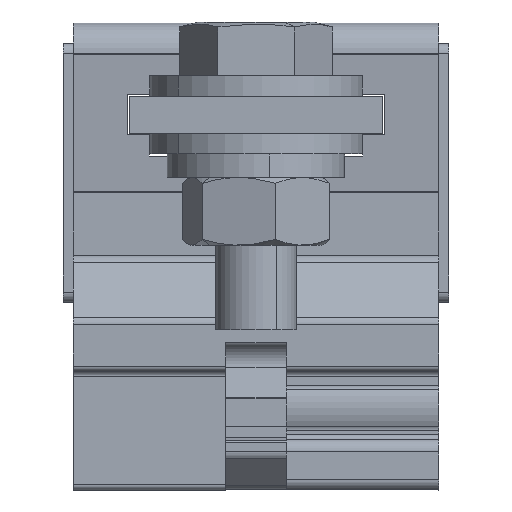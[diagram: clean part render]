
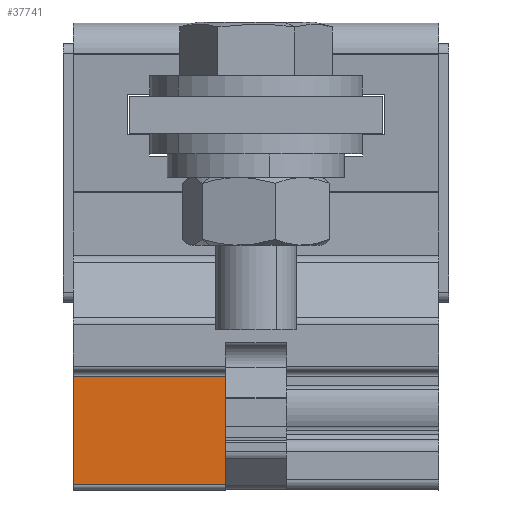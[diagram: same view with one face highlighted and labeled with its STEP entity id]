
A CAD part, left-side view. The second image highlights one B-rep face of the part: STEP entity #37741.
In plain terms, the highlighted planar face has unit normal (-1, 0, 0).
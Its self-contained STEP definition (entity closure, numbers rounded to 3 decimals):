
#6163 = CARTESIAN_POINT ( 'NONE',  ( -39.95, 37.003, 4.9 ) ) ;
#8093 = CARTESIAN_POINT ( 'NONE',  ( -39.95, 22.003, -5.8 ) ) ;
#8451 = CARTESIAN_POINT ( 'NONE',  ( -39.95, 22.003, 4.9 ) ) ;
#11368 = LINE ( 'NONE', #54230, #55544 ) ;
#11868 = ORIENTED_EDGE ( 'NONE', *, *, #19776, .T. ) ;
#12071 = EDGE_CURVE ( 'NONE', #26622, #56966, #53887, .T. ) ;
#12645 = VECTOR ( 'NONE', #27348, 1000. ) ;
#15788 = CARTESIAN_POINT ( 'NONE',  ( -39.95, 37.003, -5.8 ) ) ;
#18292 = DIRECTION ( 'NONE',  ( 0., 1., 0. ) ) ;
#18737 = LINE ( 'NONE', #55333, #32205 ) ;
#19776 = EDGE_CURVE ( 'NONE', #20431, #26622, #18737, .T. ) ;
#20431 = VERTEX_POINT ( 'NONE', #8451 ) ;
#20753 = EDGE_CURVE ( 'NONE', #20431, #34689, #11368, .T. ) ;
#23275 = PLANE ( 'NONE',  #26125 ) ;
#23452 = CARTESIAN_POINT ( 'NONE',  ( -39.95, 22.003, -5.8 ) ) ;
#26125 = AXIS2_PLACEMENT_3D ( 'NONE', #50132, #50451, #54342 ) ;
#26622 = VERTEX_POINT ( 'NONE', #68923 ) ;
#27348 = DIRECTION ( 'NONE',  ( 0., 0., -1. ) ) ;
#28842 = FACE_OUTER_BOUND ( 'NONE', #35624, .T. ) ;
#32205 = VECTOR ( 'NONE', #60583, 1000. ) ;
#33716 = EDGE_CURVE ( 'NONE', #34689, #56966, #34926, .T. ) ;
#34650 = ORIENTED_EDGE ( 'NONE', *, *, #12071, .T. ) ;
#34689 = VERTEX_POINT ( 'NONE', #8093 ) ;
#34926 = LINE ( 'NONE', #23452, #43264 ) ;
#35624 = EDGE_LOOP ( 'NONE', ( #34650, #60851, #64285, #11868 ) ) ;
#37741 = ADVANCED_FACE ( 'NONE', ( #28842 ), #23275, .F. ) ;
#43264 = VECTOR ( 'NONE', #18292, 1000. ) ;
#49003 = DIRECTION ( 'NONE',  ( 0., 0., -1. ) ) ;
#50132 = CARTESIAN_POINT ( 'NONE',  ( -39.95, 22.003, 4.9 ) ) ;
#50451 = DIRECTION ( 'NONE',  ( 1., 0., 0. ) ) ;
#53887 = LINE ( 'NONE', #6163, #12645 ) ;
#54230 = CARTESIAN_POINT ( 'NONE',  ( -39.95, 22.003, 4.9 ) ) ;
#54342 = DIRECTION ( 'NONE',  ( 0., 1., 0. ) ) ;
#55333 = CARTESIAN_POINT ( 'NONE',  ( -39.95, 22.003, 4.9 ) ) ;
#55544 = VECTOR ( 'NONE', #49003, 1000. ) ;
#56966 = VERTEX_POINT ( 'NONE', #15788 ) ;
#60583 = DIRECTION ( 'NONE',  ( 0., 1., 0. ) ) ;
#60851 = ORIENTED_EDGE ( 'NONE', *, *, #33716, .F. ) ;
#64285 = ORIENTED_EDGE ( 'NONE', *, *, #20753, .F. ) ;
#68923 = CARTESIAN_POINT ( 'NONE',  ( -39.95, 37.003, 4.9 ) ) ;
